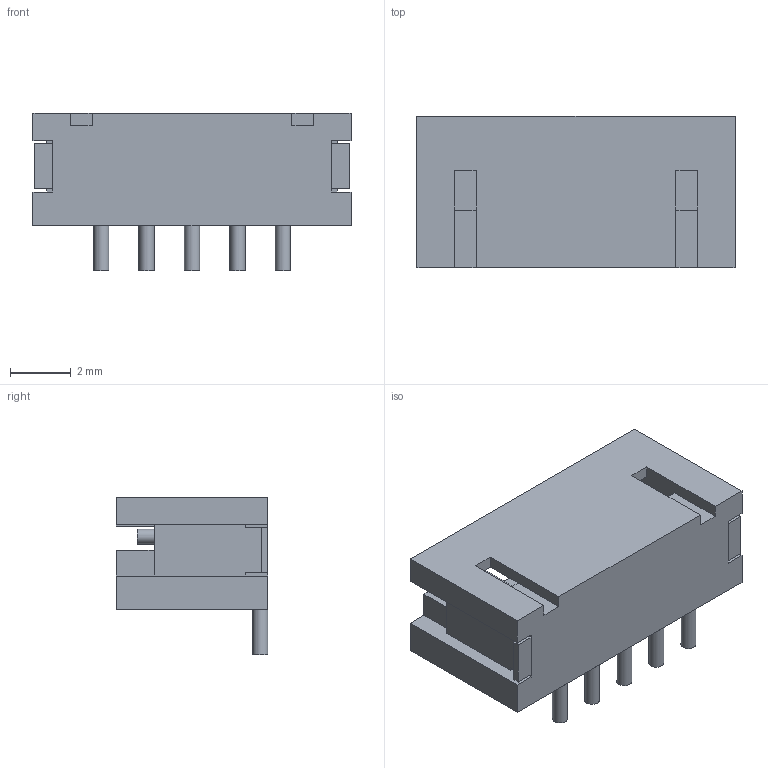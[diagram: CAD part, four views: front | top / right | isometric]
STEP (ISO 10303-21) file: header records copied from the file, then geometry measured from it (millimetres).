
FILE_DESCRIPTION(('FreeCAD Model'),'2;1');
FILE_NAME('JST_B5B-ZR-SM4-TF(LF)(SN).step', '2019-04-04T22:28:50',('Author'),(''), 'Open CASCADE STEP processor 7.2','FreeCAD','Unknown');
FILE_SCHEMA(('AUTOMOTIVE_DESIGN { 1 0 10303 214 1 1 1 1 }'));
Length unit declared in the file: millimetre
Products named in the file (4): mnt; pins; mating; base
Bounding box: 10.5 x 5 x 5.2 mm (x, y, z)
Volume: 116.4 mm3; surface area: 365.3 mm2
Topology: 13 solids, 13 shells, 100 faces, 256 edges, 178 vertices
Faces by surface type: plane 90, cylinder 10
Full cylindrical faces by diameter (mm): 0.5 x10
Entity records: 6495 total; most frequent: CARTESIAN_POINT 1063, DIRECTION 994, LINE 672, VECTOR 672, ORIENTED_EDGE 512, PCURVE 512, DEFINITIONAL_REPRESENTATION 512, EDGE_CURVE 256
